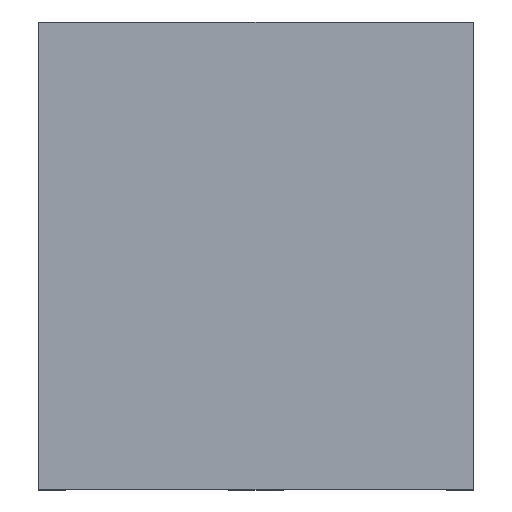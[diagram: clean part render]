
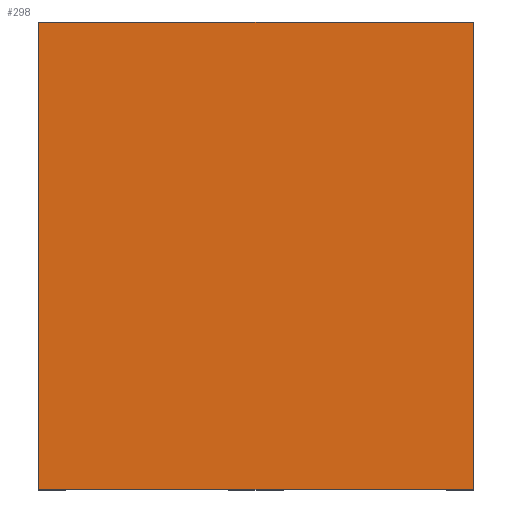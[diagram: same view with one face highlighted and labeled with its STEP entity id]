
A CAD part, top view. The second image highlights one B-rep face of the part: STEP entity #298.
In plain terms, the highlighted planar face has unit normal (0, 0, 1).
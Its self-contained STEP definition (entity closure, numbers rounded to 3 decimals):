
#298=ADVANCED_FACE('',(#1604),#1606,.T.);
#1604=FACE_BOUND('',#1605,.T.);
#1605=EDGE_LOOP('',(#2641,#2642,#2643,#2644));
#1606=PLANE('',#1607);
#1607=AXIS2_PLACEMENT_3D('',#1608,#1609,#1610);
#1608=CARTESIAN_POINT('',(-1.,-4.2,2.8));
#1609=DIRECTION('',(0.,0.,1.));
#1610=DIRECTION('',(1.,0.,0.));
#2641=ORIENTED_EDGE('',*,*,#3350,.T.);
#2642=ORIENTED_EDGE('',*,*,#3391,.T.);
#2643=ORIENTED_EDGE('',*,*,#3333,.F.);
#2644=ORIENTED_EDGE('',*,*,#3390,.F.);
#3333=EDGE_CURVE('',#3772,#3774,#3775,.T.);
#3350=EDGE_CURVE('',#3787,#3802,#3804,.T.);
#3390=EDGE_CURVE('',#3787,#3772,#3866,.T.);
#3391=EDGE_CURVE('',#3802,#3774,#3867,.T.);
#3772=VERTEX_POINT('',#4514);
#3774=VERTEX_POINT('',#4518);
#3775=LINE('',#4519,#4520);
#3787=VERTEX_POINT('',#4547);
#3802=VERTEX_POINT('',#4578);
#3804=LINE('',#4582,#4583);
#3866=LINE('',#4724,#4725);
#3867=LINE('',#4727,#4728);
#4514=CARTESIAN_POINT('',(-1.,0.1,2.8));
#4518=CARTESIAN_POINT('',(3.,0.1,2.8));
#4519=CARTESIAN_POINT('',(-1.,0.1,2.8));
#4520=VECTOR('',#4521,1.);
#4521=DIRECTION('',(1.,0.,0.));
#4547=CARTESIAN_POINT('',(-1.,-4.2,2.8));
#4578=CARTESIAN_POINT('',(3.,-4.2,2.8));
#4582=CARTESIAN_POINT('',(-1.,-4.2,2.8));
#4583=VECTOR('',#4584,1.);
#4584=DIRECTION('',(1.,0.,0.));
#4724=CARTESIAN_POINT('',(-1.,-4.2,2.8));
#4725=VECTOR('',#4726,1.);
#4726=DIRECTION('',(0.,1.,0.));
#4727=CARTESIAN_POINT('',(3.,-4.2,2.8));
#4728=VECTOR('',#4729,1.);
#4729=DIRECTION('',(0.,1.,0.));
